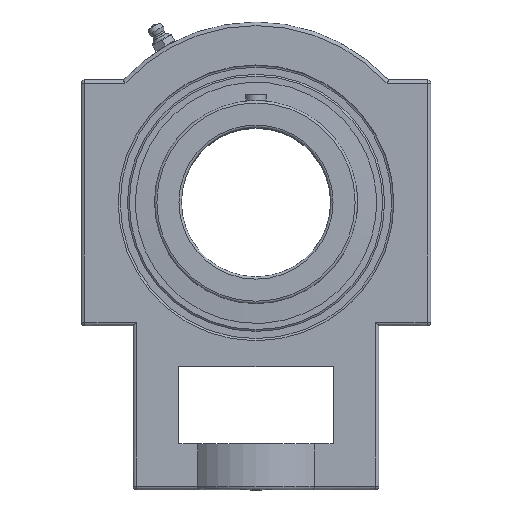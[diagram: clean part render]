
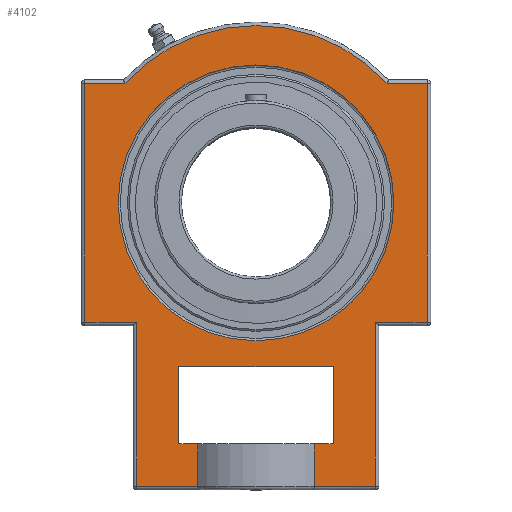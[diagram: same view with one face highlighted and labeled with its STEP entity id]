
A CAD part, top view. The second image highlights one B-rep face of the part: STEP entity #4102.
In plain terms, the highlighted face is planar.
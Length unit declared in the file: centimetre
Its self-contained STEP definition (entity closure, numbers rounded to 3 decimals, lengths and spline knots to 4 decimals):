
#107=CARTESIAN_POINT('',(0.,-5.7185,-2.1));
#108=VERTEX_POINT('',#107);
#118=CARTESIAN_POINT('',(0.,0.,-2.1));
#119=DIRECTION('',(0.,-0.,1.));
#120=DIRECTION('',(0.,1.,0.));
#121=AXIS2_PLACEMENT_3D('',#118,#119,#120);
#122=CIRCLE('',#121,5.7185);
#123=EDGE_CURVE('',#108,#108,#122,.T.);
#2820=CARTESIAN_POINT('',(-4.95,-11.75,-2.1));
#2821=VERTEX_POINT('',#2820);
#2846=CARTESIAN_POINT('',(4.95,-11.75,-2.1));
#2847=VERTEX_POINT('',#2846);
#2888=CARTESIAN_POINT('',(4.95,-4.95,-2.1));
#2889=VERTEX_POINT('',#2888);
#2890=CARTESIAN_POINT('',(4.95,-12.065,-2.1));
#2891=DIRECTION('',(0.,1.,0.));
#2892=VECTOR('',#2891,19.73);
#2893=LINE('',#2890,#2892);
#2894=EDGE_CURVE('',#2847,#2889,#2893,.T.);
#2922=CARTESIAN_POINT('',(-7.1,-4.95,-2.1));
#2923=VERTEX_POINT('',#2922);
#2948=CARTESIAN_POINT('',(7.1,-4.95,-2.1));
#2949=VERTEX_POINT('',#2948);
#2992=CARTESIAN_POINT('',(-7.1,4.95,-2.1));
#2993=VERTEX_POINT('',#2992);
#3018=CARTESIAN_POINT('',(7.1,4.95,-2.1));
#3019=VERTEX_POINT('',#3018);
#3060=CARTESIAN_POINT('',(5.4332,4.95,-2.1));
#3061=VERTEX_POINT('',#3060);
#3062=CARTESIAN_POINT('',(7.415,4.95,-2.1));
#3063=DIRECTION('',(-1.,0.,0.));
#3064=VECTOR('',#3063,14.83);
#3065=LINE('',#3062,#3064);
#3066=EDGE_CURVE('',#3019,#3061,#3065,.T.);
#3093=CARTESIAN_POINT('',(-5.4332,4.95,-2.1));
#3094=VERTEX_POINT('',#3093);
#3095=CARTESIAN_POINT('',(0.,0.,-2.1));
#3096=DIRECTION('',(0.,0.,1.));
#3097=DIRECTION('',(-0.,1.,0.));
#3098=AXIS2_PLACEMENT_3D('',#3095,#3096,#3097);
#3099=CIRCLE('',#3098,7.35);
#3100=EDGE_CURVE('',#3061,#3094,#3099,.T.);
#3137=CARTESIAN_POINT('',(7.415,4.95,-2.1));
#3138=DIRECTION('',(-1.,0.,0.));
#3139=VECTOR('',#3138,14.83);
#3140=LINE('',#3137,#3139);
#3141=EDGE_CURVE('',#3094,#2993,#3140,.T.);
#3199=CARTESIAN_POINT('',(7.1,-5.298,-2.1));
#3200=DIRECTION('',(0.,1.,0.));
#3201=VECTOR('',#3200,10.596);
#3202=LINE('',#3199,#3201);
#3203=EDGE_CURVE('',#2949,#3019,#3202,.T.);
#3253=CARTESIAN_POINT('',(-7.1,5.298,-2.1));
#3254=DIRECTION('',(0.,-1.,0.));
#3255=VECTOR('',#3254,10.596);
#3256=LINE('',#3253,#3255);
#3257=EDGE_CURVE('',#2993,#2923,#3256,.T.);
#3299=CARTESIAN_POINT('',(-7.415,-4.95,-2.1));
#3300=DIRECTION('',(1.,0.,-0.));
#3301=VECTOR('',#3300,14.83);
#3302=LINE('',#3299,#3301);
#3303=EDGE_CURVE('',#2889,#2949,#3302,.T.);
#3362=CARTESIAN_POINT('',(-4.95,-4.95,-2.1));
#3363=VERTEX_POINT('',#3362);
#3364=CARTESIAN_POINT('',(-7.415,-4.95,-2.1));
#3365=DIRECTION('',(1.,0.,-0.));
#3366=VECTOR('',#3365,14.83);
#3367=LINE('',#3364,#3366);
#3368=EDGE_CURVE('',#2923,#3363,#3367,.T.);
#3385=CARTESIAN_POINT('',(-4.95,7.665,-2.1));
#3386=DIRECTION('',(0.,-1.,0.));
#3387=VECTOR('',#3386,19.73);
#3388=LINE('',#3385,#3387);
#3389=EDGE_CURVE('',#3363,#2821,#3388,.T.);
#3429=CARTESIAN_POINT('',(2.4145,-11.75,-2.1));
#3430=VERTEX_POINT('',#3429);
#3431=CARTESIAN_POINT('',(-7.415,-11.75,-2.1));
#3432=DIRECTION('',(1.,0.,-0.));
#3433=VECTOR('',#3432,14.83);
#3434=LINE('',#3431,#3433);
#3435=EDGE_CURVE('',#3430,#2847,#3434,.T.);
#3502=CARTESIAN_POINT('',(-2.4145,-11.75,-2.1));
#3503=VERTEX_POINT('',#3502);
#3504=CARTESIAN_POINT('',(-7.415,-11.75,-2.1));
#3505=DIRECTION('',(1.,0.,-0.));
#3506=VECTOR('',#3505,14.83);
#3507=LINE('',#3504,#3506);
#3508=EDGE_CURVE('',#2821,#3503,#3507,.T.);
#4027=CARTESIAN_POINT('',(-3.1816,-3.0351,-2.1));
#4028=DIRECTION('',(0.,0.,1.));
#4029=DIRECTION('',(1.,0.,0.));
#4030=AXIS2_PLACEMENT_3D('',#4027,#4028,#4029);
#4031=PLANE('',#4030);
#4032=ORIENTED_EDGE('',*,*,#3508,.F.);
#4033=ORIENTED_EDGE('',*,*,#3389,.F.);
#4034=ORIENTED_EDGE('',*,*,#3368,.F.);
#4035=ORIENTED_EDGE('',*,*,#3257,.F.);
#4036=ORIENTED_EDGE('',*,*,#3141,.F.);
#4037=ORIENTED_EDGE('',*,*,#3100,.F.);
#4038=ORIENTED_EDGE('',*,*,#3066,.F.);
#4039=ORIENTED_EDGE('',*,*,#3203,.F.);
#4040=ORIENTED_EDGE('',*,*,#3303,.F.);
#4041=ORIENTED_EDGE('',*,*,#2894,.F.);
#4042=ORIENTED_EDGE('',*,*,#3435,.F.);
#4043=CARTESIAN_POINT('',(2.4145,-10.,-2.1));
#4044=VERTEX_POINT('',#4043);
#4045=CARTESIAN_POINT('',(2.4145,-12355.95,-2.1));
#4046=DIRECTION('',(0.,1.,0.));
#4047=VECTOR('',#4046,24690.);
#4048=LINE('',#4045,#4047);
#4049=EDGE_CURVE('',#3430,#4044,#4048,.T.);
#4050=ORIENTED_EDGE('',*,*,#4049,.T.);
#4051=CARTESIAN_POINT('',(3.2,-10.,-2.1));
#4052=VERTEX_POINT('',#4051);
#4053=CARTESIAN_POINT('',(12348.2,-10.,-2.1));
#4054=DIRECTION('',(-1.,0.,0.));
#4055=VECTOR('',#4054,24690.);
#4056=LINE('',#4053,#4055);
#4057=EDGE_CURVE('',#4052,#4044,#4056,.T.);
#4058=ORIENTED_EDGE('',*,*,#4057,.F.);
#4059=CARTESIAN_POINT('',(3.2,-6.8,-2.1));
#4060=VERTEX_POINT('',#4059);
#4061=CARTESIAN_POINT('',(3.2,12338.2,-2.1));
#4062=DIRECTION('',(0.,-1.,0.));
#4063=VECTOR('',#4062,24690.);
#4064=LINE('',#4061,#4063);
#4065=EDGE_CURVE('',#4060,#4052,#4064,.T.);
#4066=ORIENTED_EDGE('',*,*,#4065,.F.);
#4067=CARTESIAN_POINT('',(-3.2,-6.8,-2.1));
#4068=VERTEX_POINT('',#4067);
#4069=CARTESIAN_POINT('',(-12345.,-6.8,-2.1));
#4070=DIRECTION('',(1.,0.,-0.));
#4071=VECTOR('',#4070,24690.);
#4072=LINE('',#4069,#4071);
#4073=EDGE_CURVE('',#4068,#4060,#4072,.T.);
#4074=ORIENTED_EDGE('',*,*,#4073,.F.);
#4075=CARTESIAN_POINT('',(-3.2,-10.,-2.1));
#4076=VERTEX_POINT('',#4075);
#4077=CARTESIAN_POINT('',(-3.2,-12351.8,-2.1));
#4078=DIRECTION('',(0.,1.,0.));
#4079=VECTOR('',#4078,24690.);
#4080=LINE('',#4077,#4079);
#4081=EDGE_CURVE('',#4076,#4068,#4080,.T.);
#4082=ORIENTED_EDGE('',*,*,#4081,.F.);
#4083=CARTESIAN_POINT('',(-2.4145,-10.,-2.1));
#4084=VERTEX_POINT('',#4083);
#4085=CARTESIAN_POINT('',(12348.2,-10.,-2.1));
#4086=DIRECTION('',(-1.,0.,0.));
#4087=VECTOR('',#4086,24690.);
#4088=LINE('',#4085,#4087);
#4089=EDGE_CURVE('',#4084,#4076,#4088,.T.);
#4090=ORIENTED_EDGE('',*,*,#4089,.F.);
#4091=CARTESIAN_POINT('',(-2.4145,12334.05,-2.1));
#4092=DIRECTION('',(0.,-1.,0.));
#4093=VECTOR('',#4092,24690.);
#4094=LINE('',#4091,#4093);
#4095=EDGE_CURVE('',#4084,#3503,#4094,.T.);
#4096=ORIENTED_EDGE('',*,*,#4095,.T.);
#4097=EDGE_LOOP('',(#4032,#4033,#4034,#4035,#4036,#4037,#4038,#4039,#4040,#4041,#4042,#4050,#4058,#4066,#4074,#4082,#4090,#4096));
#4098=FACE_BOUND('',#4097,.T.);
#4099=ORIENTED_EDGE('',*,*,#123,.T.);
#4100=EDGE_LOOP('',(#4099));
#4101=FACE_BOUND('',#4100,.T.);
#4102=ADVANCED_FACE('',(#4098,#4101),#4031,.F.);
